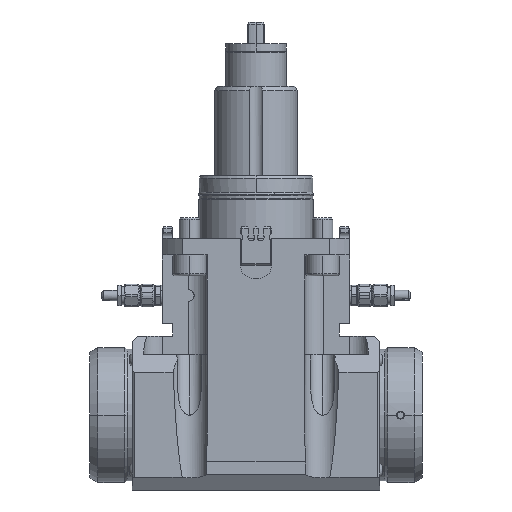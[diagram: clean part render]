
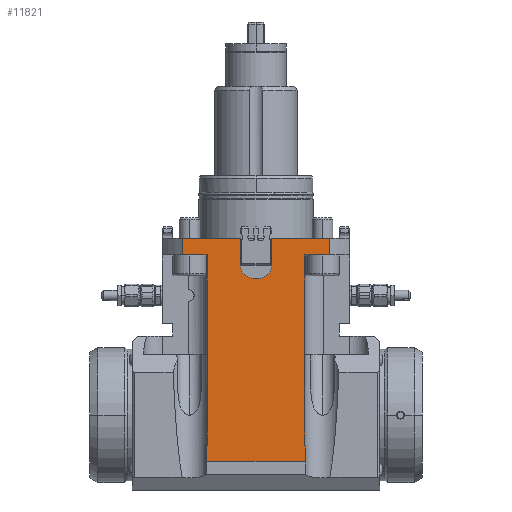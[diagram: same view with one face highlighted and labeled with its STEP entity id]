
A CAD part, front view. The second image highlights one B-rep face of the part: STEP entity #11821.
In plain terms, the highlighted planar face has unit normal (0, -1, 0).
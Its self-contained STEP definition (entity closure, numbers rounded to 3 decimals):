
#2434=CARTESIAN_POINT('',(-23.656,-42.,-107.5));
#2435=VERTEX_POINT('',#2434);
#2443=CARTESIAN_POINT('',(-23.5,-42.,-88.903));
#2444=VERTEX_POINT('',#2443);
#2445=CARTESIAN_POINT('',(-32.,-42.,-88.903));
#2446=DIRECTION('',(-0.,1.,0.));
#2447=DIRECTION('',(0.,-0.,1.));
#2448=AXIS2_PLACEMENT_3D('',#2445,#2446,#2447);
#2449=ELLIPSE('',#2448,97.527,8.5);
#2450=EDGE_CURVE('',#2444,#2435,#2449,.T.);
#2516=CARTESIAN_POINT('',(23.5,-42.,-88.903));
#2517=VERTEX_POINT('',#2516);
#2524=CARTESIAN_POINT('',(23.656,-42.,-107.5));
#2525=VERTEX_POINT('',#2524);
#2526=CARTESIAN_POINT('',(32.,-42.,-88.903));
#2527=DIRECTION('',(-0.,1.,0.));
#2528=DIRECTION('',(0.,-0.,1.));
#2529=AXIS2_PLACEMENT_3D('',#2526,#2527,#2528);
#2530=ELLIPSE('',#2529,97.527,8.5);
#2531=EDGE_CURVE('',#2525,#2517,#2530,.T.);
#3081=CARTESIAN_POINT('',(-23.656,-42.,-107.5));
#3082=DIRECTION('',(1.,0.,0.));
#3083=VECTOR('',#3082,47.312);
#3084=LINE('',#3081,#3083);
#3085=EDGE_CURVE('',#2435,#2525,#3084,.T.);
#10228=CARTESIAN_POINT('',(-35.511,-42.,-0.));
#10229=VERTEX_POINT('',#10228);
#10237=CARTESIAN_POINT('',(-7.505,-42.,-0.));
#10238=VERTEX_POINT('',#10237);
#10239=CARTESIAN_POINT('',(-7.505,-42.,-0.));
#10240=DIRECTION('',(-1.,-0.,0.));
#10241=VECTOR('',#10240,28.006);
#10242=LINE('',#10239,#10241);
#10243=EDGE_CURVE('',#10238,#10229,#10242,.T.);
#10272=CARTESIAN_POINT('',(7.505,-42.,-0.));
#10273=VERTEX_POINT('',#10272);
#10280=CARTESIAN_POINT('',(35.511,-42.,-0.));
#10281=VERTEX_POINT('',#10280);
#10282=CARTESIAN_POINT('',(35.511,-42.,-0.));
#10283=DIRECTION('',(-1.,-0.,0.));
#10284=VECTOR('',#10283,28.006);
#10285=LINE('',#10282,#10284);
#10286=EDGE_CURVE('',#10281,#10273,#10285,.T.);
#10793=CARTESIAN_POINT('',(-5.718,-42.,-17.413));
#10794=VERTEX_POINT('',#10793);
#10802=CARTESIAN_POINT('',(-7.505,-42.,-13.1));
#10803=VERTEX_POINT('',#10802);
#10810=CARTESIAN_POINT('',(-1.405,-42.,-13.1));
#10811=DIRECTION('',(0.,-1.,-0.));
#10812=DIRECTION('',(-0.707,0.,-0.707));
#10813=AXIS2_PLACEMENT_3D('',#10810,#10811,#10812);
#10814=CIRCLE('',#10813,6.1);
#10815=EDGE_CURVE('',#10803,#10794,#10814,.T.);
#10828=CARTESIAN_POINT('',(-7.505,-42.,-13.1));
#10829=DIRECTION('',(0.,-0.,1.));
#10830=VECTOR('',#10829,13.1);
#10831=LINE('',#10828,#10830);
#10832=EDGE_CURVE('',#10803,#10238,#10831,.T.);
#10848=CARTESIAN_POINT('',(5.718,-42.,-17.413));
#10849=VERTEX_POINT('',#10848);
#10857=CARTESIAN_POINT('',(1.405,-42.,-19.2));
#10858=VERTEX_POINT('',#10857);
#10865=CARTESIAN_POINT('',(1.405,-42.,-13.1));
#10866=DIRECTION('',(0.,-1.,-0.));
#10867=DIRECTION('',(0.707,0.,-0.707));
#10868=AXIS2_PLACEMENT_3D('',#10865,#10866,#10867);
#10869=CIRCLE('',#10868,6.1);
#10870=EDGE_CURVE('',#10858,#10849,#10869,.T.);
#10880=CARTESIAN_POINT('',(7.505,-42.,-13.1));
#10881=VERTEX_POINT('',#10880);
#10888=CARTESIAN_POINT('',(7.505,-42.,-0.));
#10889=DIRECTION('',(-0.,0.,-1.));
#10890=VECTOR('',#10889,13.1);
#10891=LINE('',#10888,#10890);
#10892=EDGE_CURVE('',#10273,#10881,#10891,.T.);
#11339=CARTESIAN_POINT('',(23.5,-42.,-8.));
#11340=VERTEX_POINT('',#11339);
#11349=CARTESIAN_POINT('',(23.5,-42.,-88.903));
#11350=DIRECTION('',(-0.,-0.,1.));
#11351=VECTOR('',#11350,80.903);
#11352=LINE('',#11349,#11351);
#11353=EDGE_CURVE('',#2517,#11340,#11352,.T.);
#11389=CARTESIAN_POINT('',(35.511,-42.,-8.));
#11390=VERTEX_POINT('',#11389);
#11398=CARTESIAN_POINT('',(23.5,-42.,-8.));
#11399=DIRECTION('',(1.,0.,-0.));
#11400=VECTOR('',#11399,12.011);
#11401=LINE('',#11398,#11400);
#11402=EDGE_CURVE('',#11340,#11390,#11401,.T.);
#11654=CARTESIAN_POINT('',(-1.405,-42.,-19.2));
#11655=VERTEX_POINT('',#11654);
#11662=CARTESIAN_POINT('',(1.405,-42.,-19.2));
#11663=DIRECTION('',(-1.,0.,0.));
#11664=VECTOR('',#11663,2.81);
#11665=LINE('',#11662,#11664);
#11666=EDGE_CURVE('',#10858,#11655,#11665,.T.);
#11678=CARTESIAN_POINT('',(-35.511,-42.,-8.));
#11679=VERTEX_POINT('',#11678);
#11698=CARTESIAN_POINT('',(-23.5,-42.,-8.));
#11699=VERTEX_POINT('',#11698);
#11706=CARTESIAN_POINT('',(-35.511,-42.,-8.));
#11707=DIRECTION('',(1.,0.,-0.));
#11708=VECTOR('',#11707,12.011);
#11709=LINE('',#11706,#11708);
#11710=EDGE_CURVE('',#11679,#11699,#11709,.T.);
#11739=CARTESIAN_POINT('',(-23.5,-42.,-8.));
#11740=DIRECTION('',(0.,0.,-1.));
#11741=VECTOR('',#11740,80.903);
#11742=LINE('',#11739,#11741);
#11743=EDGE_CURVE('',#11699,#2444,#11742,.T.);
#11768=CARTESIAN_POINT('',(-35.511,-42.,-0.));
#11769=DIRECTION('',(0.,0.,-1.));
#11770=VECTOR('',#11769,8.);
#11771=LINE('',#11768,#11770);
#11772=EDGE_CURVE('',#10229,#11679,#11771,.T.);
#11779=CARTESIAN_POINT('',(-45.,-42.,-0.));
#11780=DIRECTION('',(0.,-1.,-0.));
#11781=DIRECTION('',(-0.,0.,-1.));
#11782=AXIS2_PLACEMENT_3D('',#11779,#11780,#11781);
#11783=PLANE('',#11782);
#11784=ORIENTED_EDGE('',*,*,#11402,.T.);
#11785=CARTESIAN_POINT('',(35.511,-42.,-8.));
#11786=DIRECTION('',(0.,-0.,1.));
#11787=VECTOR('',#11786,8.);
#11788=LINE('',#11785,#11787);
#11789=EDGE_CURVE('',#11390,#10281,#11788,.T.);
#11790=ORIENTED_EDGE('',*,*,#11789,.T.);
#11791=ORIENTED_EDGE('',*,*,#10286,.T.);
#11792=ORIENTED_EDGE('',*,*,#10892,.T.);
#11793=CARTESIAN_POINT('',(1.405,-42.,-13.1));
#11794=DIRECTION('',(0.,-1.,-0.));
#11795=DIRECTION('',(0.707,0.,-0.707));
#11796=AXIS2_PLACEMENT_3D('',#11793,#11794,#11795);
#11797=CIRCLE('',#11796,6.1);
#11798=EDGE_CURVE('',#10849,#10881,#11797,.T.);
#11799=ORIENTED_EDGE('',*,*,#11798,.F.);
#11800=ORIENTED_EDGE('',*,*,#10870,.F.);
#11801=ORIENTED_EDGE('',*,*,#11666,.T.);
#11802=CARTESIAN_POINT('',(-1.405,-42.,-13.1));
#11803=DIRECTION('',(0.,-1.,-0.));
#11804=DIRECTION('',(-0.707,0.,-0.707));
#11805=AXIS2_PLACEMENT_3D('',#11802,#11803,#11804);
#11806=CIRCLE('',#11805,6.1);
#11807=EDGE_CURVE('',#10794,#11655,#11806,.T.);
#11808=ORIENTED_EDGE('',*,*,#11807,.F.);
#11809=ORIENTED_EDGE('',*,*,#10815,.F.);
#11810=ORIENTED_EDGE('',*,*,#10832,.T.);
#11811=ORIENTED_EDGE('',*,*,#10243,.T.);
#11812=ORIENTED_EDGE('',*,*,#11772,.T.);
#11813=ORIENTED_EDGE('',*,*,#11710,.T.);
#11814=ORIENTED_EDGE('',*,*,#11743,.T.);
#11815=ORIENTED_EDGE('',*,*,#2450,.T.);
#11816=ORIENTED_EDGE('',*,*,#3085,.T.);
#11817=ORIENTED_EDGE('',*,*,#2531,.T.);
#11818=ORIENTED_EDGE('',*,*,#11353,.T.);
#11819=EDGE_LOOP('',(#11784,#11790,#11791,#11792,#11799,#11800,#11801,#11808,#11809,#11810,#11811,#11812,#11813,#11814,#11815,#11816,#11817,#11818));
#11820=FACE_BOUND('',#11819,.T.);
#11821=ADVANCED_FACE('',(#11820),#11783,.T.);
